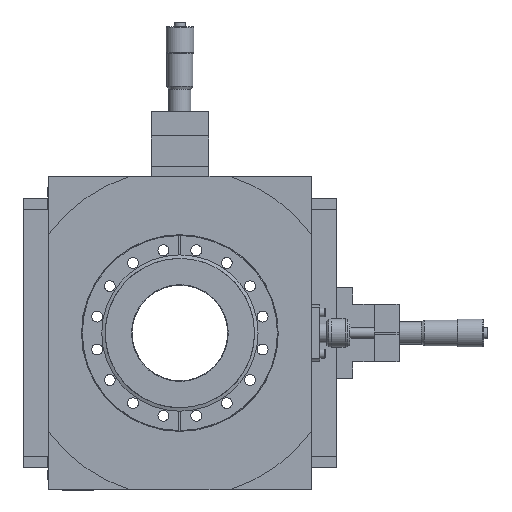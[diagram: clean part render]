
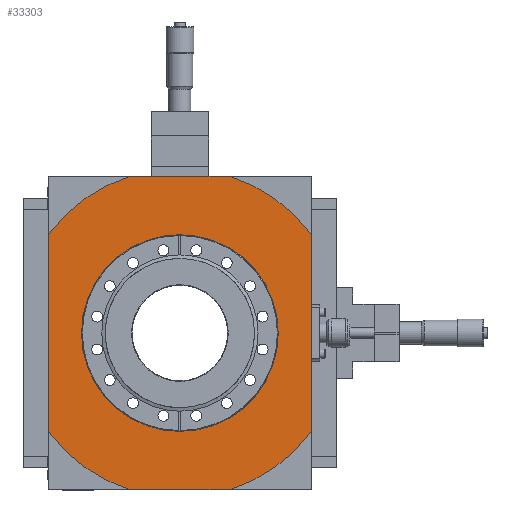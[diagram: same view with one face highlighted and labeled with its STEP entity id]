
A CAD part, front view. The second image highlights one B-rep face of the part: STEP entity #33303.
In plain terms, the highlighted planar face has unit normal (0, -1, 0).
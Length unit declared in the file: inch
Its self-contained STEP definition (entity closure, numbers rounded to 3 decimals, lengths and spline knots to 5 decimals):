
#308 = CARTESIAN_POINT ( 'NONE',  ( 4., 0., -4.771 ) ) ;
#671 = EDGE_CURVE ( 'NONE', #11911, #13444, #36363, .T. ) ;
#1813 = CARTESIAN_POINT ( 'NONE',  ( 0., 0., 0. ) ) ;
#2254 = VECTOR ( 'NONE', #37355, 39.37008 ) ;
#2334 = VECTOR ( 'NONE', #40276, 39.37008 ) ;
#2838 = DIRECTION ( 'NONE',  ( 0., -1., 0. ) ) ;
#2853 = VERTEX_POINT ( 'NONE', #18314 ) ;
#3059 = EDGE_CURVE ( 'NONE', #7966, #7845, #35824, .T. ) ;
#3697 = PLANE ( 'NONE',  #44668 ) ;
#3848 = DIRECTION ( 'NONE',  ( 1., 0., 0. ) ) ;
#4078 = CARTESIAN_POINT ( 'NONE',  ( 1.49585, 0., -4.771 ) ) ;
#5354 = DIRECTION ( 'NONE',  ( 1., 0., 0. ) ) ;
#6120 = ORIENTED_EDGE ( 'NONE', *, *, #9456, .T. ) ;
#6434 = CARTESIAN_POINT ( 'NONE',  ( -1.49585, 0., 4.771 ) ) ;
#6770 = EDGE_CURVE ( 'NONE', #20424, #11911, #30491, .T. ) ;
#7845 = VERTEX_POINT ( 'NONE', #20773 ) ;
#7966 = VERTEX_POINT ( 'NONE', #4078 ) ;
#8067 = CARTESIAN_POINT ( 'NONE',  ( 4., 0., 3. ) ) ;
#9456 = EDGE_CURVE ( 'NONE', #13072, #13444, #30417, .T. ) ;
#9986 = AXIS2_PLACEMENT_3D ( 'NONE', #1813, #26515, #5354 ) ;
#10476 = VERTEX_POINT ( 'NONE', #29927 ) ;
#10540 = CIRCLE ( 'NONE', #37945, 2.99 ) ;
#11045 = FACE_BOUND ( 'NONE', #32007, .T. ) ;
#11264 = CARTESIAN_POINT ( 'NONE',  ( -4., 0., -3. ) ) ;
#11598 = EDGE_CURVE ( 'NONE', #7966, #13072, #17310, .T. ) ;
#11911 = VERTEX_POINT ( 'NONE', #43550 ) ;
#13072 = VERTEX_POINT ( 'NONE', #19260 ) ;
#13235 = CARTESIAN_POINT ( 'NONE',  ( 0., 0., 0. ) ) ;
#13444 = VERTEX_POINT ( 'NONE', #8067 ) ;
#13853 = ORIENTED_EDGE ( 'NONE', *, *, #3059, .F. ) ;
#15477 = AXIS2_PLACEMENT_3D ( 'NONE', #23975, #2838, #27531 ) ;
#15919 = ORIENTED_EDGE ( 'NONE', *, *, #25547, .F. ) ;
#16645 = CARTESIAN_POINT ( 'NONE',  ( -4., 0., 4.771 ) ) ;
#16807 = DIRECTION ( 'NONE',  ( -1., 0., 0. ) ) ;
#17310 = CIRCLE ( 'NONE', #15477, 5. ) ;
#17430 = EDGE_CURVE ( 'NONE', #2853, #20424, #39020, .T. ) ;
#17747 = DIRECTION ( 'NONE',  ( 0., 1., 0. ) ) ;
#17822 = ORIENTED_EDGE ( 'NONE', *, *, #33690, .T. ) ;
#18314 = CARTESIAN_POINT ( 'NONE',  ( -4., 0., 3. ) ) ;
#19260 = CARTESIAN_POINT ( 'NONE',  ( 4., 0., -3. ) ) ;
#19352 = DIRECTION ( 'NONE',  ( 0., 1., 0. ) ) ;
#20069 = EDGE_LOOP ( 'NONE', ( #26856, #6120, #20857, #27468, #26953, #17822, #27701, #13853 ) ) ;
#20202 = DIRECTION ( 'NONE',  ( 0., 0., -1. ) ) ;
#20424 = VERTEX_POINT ( 'NONE', #6434 ) ;
#20773 = CARTESIAN_POINT ( 'NONE',  ( -1.49585, 0., -4.771 ) ) ;
#20857 = ORIENTED_EDGE ( 'NONE', *, *, #671, .F. ) ;
#22047 = LINE ( 'NONE', #16645, #40809 ) ;
#22447 = VERTEX_POINT ( 'NONE', #11264 ) ;
#22911 = DIRECTION ( 'NONE',  ( -1., 0., 0. ) ) ;
#23975 = CARTESIAN_POINT ( 'NONE',  ( 0., 0., 0. ) ) ;
#25001 = DIRECTION ( 'NONE',  ( 0., 1., 0. ) ) ;
#25547 = EDGE_CURVE ( 'NONE', #10476, #10476, #10540, .T. ) ;
#26515 = DIRECTION ( 'NONE',  ( 0., 1., 0. ) ) ;
#26856 = ORIENTED_EDGE ( 'NONE', *, *, #11598, .T. ) ;
#26953 = ORIENTED_EDGE ( 'NONE', *, *, #17430, .F. ) ;
#27468 = ORIENTED_EDGE ( 'NONE', *, *, #6770, .F. ) ;
#27531 = DIRECTION ( 'NONE',  ( 0., 0., -1. ) ) ;
#27701 = ORIENTED_EDGE ( 'NONE', *, *, #39983, .F. ) ;
#28749 = FACE_OUTER_BOUND ( 'NONE', #20069, .T. ) ;
#29927 = CARTESIAN_POINT ( 'NONE',  ( -2.99, 0., 0. ) ) ;
#30250 = CARTESIAN_POINT ( 'NONE',  ( 4., 0., -4.771 ) ) ;
#30417 = LINE ( 'NONE', #30250, #2254 ) ;
#30491 = LINE ( 'NONE', #33177, #2334 ) ;
#32007 = EDGE_LOOP ( 'NONE', ( #15919 ) ) ;
#33177 = CARTESIAN_POINT ( 'NONE',  ( -4., 0., 4.771 ) ) ;
#33303 = ADVANCED_FACE ( 'NONE', ( #11045, #28749 ), #3697, .F. ) ;
#33690 = EDGE_CURVE ( 'NONE', #2853, #22447, #22047, .T. ) ;
#34418 = AXIS2_PLACEMENT_3D ( 'NONE', #38884, #17747, #42407 ) ;
#34712 = VECTOR ( 'NONE', #22911, 39.37008 ) ;
#35824 = LINE ( 'NONE', #36816, #34712 ) ;
#36363 = CIRCLE ( 'NONE', #9986, 5. ) ;
#36816 = CARTESIAN_POINT ( 'NONE',  ( 4., 0., -4.771 ) ) ;
#37355 = DIRECTION ( 'NONE',  ( 0., 0., 1. ) ) ;
#37943 = DIRECTION ( 'NONE',  ( 0., -1., 0. ) ) ;
#37945 = AXIS2_PLACEMENT_3D ( 'NONE', #13235, #37943, #16807 ) ;
#38325 = CIRCLE ( 'NONE', #42104, 5. ) ;
#38884 = CARTESIAN_POINT ( 'NONE',  ( 0., 0., 0. ) ) ;
#39020 = CIRCLE ( 'NONE', #34418, 5. ) ;
#39983 = EDGE_CURVE ( 'NONE', #7845, #22447, #38325, .T. ) ;
#40276 = DIRECTION ( 'NONE',  ( 1., 0., 0. ) ) ;
#40451 = CARTESIAN_POINT ( 'NONE',  ( 0., 0., 0. ) ) ;
#40809 = VECTOR ( 'NONE', #20202, 39.37008 ) ;
#42104 = AXIS2_PLACEMENT_3D ( 'NONE', #40451, #19352, #44003 ) ;
#42407 = DIRECTION ( 'NONE',  ( 1., 0., 0. ) ) ;
#43550 = CARTESIAN_POINT ( 'NONE',  ( 1.49585, 0., 4.771 ) ) ;
#44003 = DIRECTION ( 'NONE',  ( 1., 0., 0. ) ) ;
#44668 = AXIS2_PLACEMENT_3D ( 'NONE', #308, #25001, #3848 ) ;
